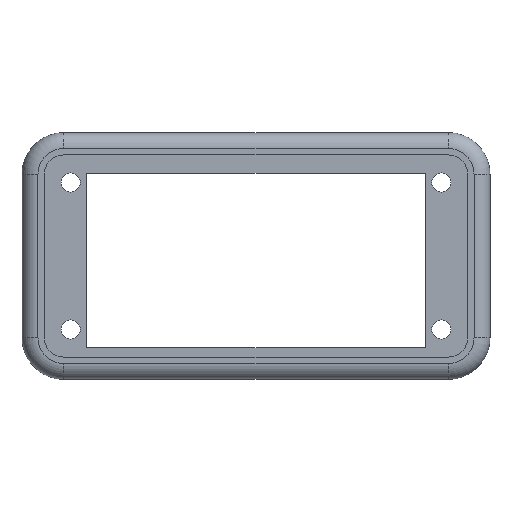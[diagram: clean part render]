
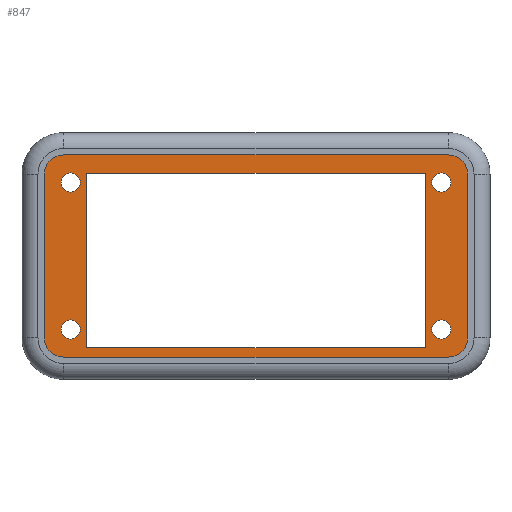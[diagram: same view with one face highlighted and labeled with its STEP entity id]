
A CAD part, front view. The second image highlights one B-rep face of the part: STEP entity #847.
In plain terms, the highlighted planar face has unit normal (0, -1, 0).
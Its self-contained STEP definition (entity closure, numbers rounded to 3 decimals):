
#41=FACE_BOUND('',#192,.T.);
#42=FACE_BOUND('',#193,.T.);
#43=FACE_BOUND('',#194,.T.);
#44=FACE_BOUND('',#195,.T.);
#45=FACE_BOUND('',#196,.T.);
#55=CIRCLE('',#880,1.5);
#57=CIRCLE('',#884,1.5);
#59=CIRCLE('',#888,1.5);
#61=CIRCLE('',#892,1.5);
#86=CIRCLE('',#940,3.);
#87=CIRCLE('',#941,3.);
#88=CIRCLE('',#942,3.);
#89=CIRCLE('',#943,3.);
#135=FACE_OUTER_BOUND('',#191,.T.);
#191=EDGE_LOOP('',(#724,#725,#726,#727,#728,#729,#730,#731));
#192=EDGE_LOOP('',(#732));
#193=EDGE_LOOP('',(#733));
#194=EDGE_LOOP('',(#734));
#195=EDGE_LOOP('',(#735));
#196=EDGE_LOOP('',(#736,#737,#738,#739));
#220=LINE('',#1247,#295);
#223=LINE('',#1252,#298);
#225=LINE('',#1256,#300);
#268=LINE('',#1422,#343);
#269=LINE('',#1426,#344);
#270=LINE('',#1430,#345);
#271=LINE('',#1434,#346);
#272=LINE('',#1438,#347);
#295=VECTOR('',#977,10.);
#298=VECTOR('',#982,10.);
#300=VECTOR('',#986,10.);
#343=VECTOR('',#1171,10.);
#344=VECTOR('',#1174,10.);
#345=VECTOR('',#1177,10.);
#346=VECTOR('',#1180,10.);
#347=VECTOR('',#1183,10.);
#367=VERTEX_POINT('',#1244);
#368=VERTEX_POINT('',#1246);
#369=VERTEX_POINT('',#1250);
#370=VERTEX_POINT('',#1254);
#384=VERTEX_POINT('',#1288);
#386=VERTEX_POINT('',#1296);
#388=VERTEX_POINT('',#1304);
#390=VERTEX_POINT('',#1312);
#423=VERTEX_POINT('',#1424);
#424=VERTEX_POINT('',#1425);
#425=VERTEX_POINT('',#1427);
#426=VERTEX_POINT('',#1429);
#427=VERTEX_POINT('',#1431);
#428=VERTEX_POINT('',#1433);
#429=VERTEX_POINT('',#1435);
#430=VERTEX_POINT('',#1437);
#442=EDGE_CURVE('',#368,#367,#220,.T.);
#445=EDGE_CURVE('',#367,#369,#223,.T.);
#447=EDGE_CURVE('',#369,#370,#225,.T.);
#463=EDGE_CURVE('',#384,#384,#55,.T.);
#467=EDGE_CURVE('',#386,#386,#57,.T.);
#471=EDGE_CURVE('',#388,#388,#59,.T.);
#475=EDGE_CURVE('',#390,#390,#61,.T.);
#530=EDGE_CURVE('',#370,#368,#268,.T.);
#531=EDGE_CURVE('',#423,#424,#269,.T.);
#532=EDGE_CURVE('',#425,#423,#86,.T.);
#533=EDGE_CURVE('',#426,#425,#270,.T.);
#534=EDGE_CURVE('',#427,#426,#87,.T.);
#535=EDGE_CURVE('',#428,#427,#271,.T.);
#536=EDGE_CURVE('',#429,#428,#88,.T.);
#537=EDGE_CURVE('',#430,#429,#272,.T.);
#538=EDGE_CURVE('',#424,#430,#89,.T.);
#724=ORIENTED_EDGE('',*,*,#531,.F.);
#725=ORIENTED_EDGE('',*,*,#532,.F.);
#726=ORIENTED_EDGE('',*,*,#533,.F.);
#727=ORIENTED_EDGE('',*,*,#534,.F.);
#728=ORIENTED_EDGE('',*,*,#535,.F.);
#729=ORIENTED_EDGE('',*,*,#536,.F.);
#730=ORIENTED_EDGE('',*,*,#537,.F.);
#731=ORIENTED_EDGE('',*,*,#538,.F.);
#732=ORIENTED_EDGE('',*,*,#463,.T.);
#733=ORIENTED_EDGE('',*,*,#471,.T.);
#734=ORIENTED_EDGE('',*,*,#467,.T.);
#735=ORIENTED_EDGE('',*,*,#475,.T.);
#736=ORIENTED_EDGE('',*,*,#445,.T.);
#737=ORIENTED_EDGE('',*,*,#447,.T.);
#738=ORIENTED_EDGE('',*,*,#530,.T.);
#739=ORIENTED_EDGE('',*,*,#442,.T.);
#803=PLANE('',#939);
#847=ADVANCED_FACE('',(#135,#41,#42,#43,#44,#45),#803,.F.);
#880=AXIS2_PLACEMENT_3D('',#1289,#1017,#1018);
#884=AXIS2_PLACEMENT_3D('',#1297,#1027,#1028);
#888=AXIS2_PLACEMENT_3D('',#1305,#1037,#1038);
#892=AXIS2_PLACEMENT_3D('',#1313,#1047,#1048);
#939=AXIS2_PLACEMENT_3D('',#1423,#1172,#1173);
#940=AXIS2_PLACEMENT_3D('',#1428,#1175,#1176);
#941=AXIS2_PLACEMENT_3D('',#1432,#1178,#1179);
#942=AXIS2_PLACEMENT_3D('',#1436,#1181,#1182);
#943=AXIS2_PLACEMENT_3D('',#1439,#1184,#1185);
#977=DIRECTION('',(-1.,0.,0.));
#982=DIRECTION('',(0.,0.,1.));
#986=DIRECTION('',(1.,0.,0.));
#1017=DIRECTION('center_axis',(0.,1.,0.));
#1018=DIRECTION('ref_axis',(1.,0.,0.));
#1027=DIRECTION('center_axis',(0.,1.,0.));
#1028=DIRECTION('ref_axis',(1.,0.,0.));
#1037=DIRECTION('center_axis',(0.,1.,0.));
#1038=DIRECTION('ref_axis',(1.,0.,0.));
#1047=DIRECTION('center_axis',(0.,1.,0.));
#1048=DIRECTION('ref_axis',(1.,0.,0.));
#1171=DIRECTION('',(0.,0.,-1.));
#1172=DIRECTION('center_axis',(0.,1.,0.));
#1173=DIRECTION('ref_axis',(-1.,0.,0.));
#1174=DIRECTION('',(-1.,0.,0.));
#1175=DIRECTION('center_axis',(0.,1.,0.));
#1176=DIRECTION('ref_axis',(0.,0.,-1.));
#1177=DIRECTION('',(0.,0.,-1.));
#1178=DIRECTION('center_axis',(0.,1.,0.));
#1179=DIRECTION('ref_axis',(1.,0.,0.));
#1180=DIRECTION('',(1.,0.,0.));
#1181=DIRECTION('center_axis',(0.,1.,0.));
#1182=DIRECTION('ref_axis',(0.,0.,1.));
#1183=DIRECTION('',(0.,0.,1.));
#1184=DIRECTION('center_axis',(0.,1.,0.));
#1185=DIRECTION('ref_axis',(-1.,0.,0.));
#1244=CARTESIAN_POINT('',(-26.5,1.5,-14.387));
#1246=CARTESIAN_POINT('',(26.5,1.5,-14.387));
#1247=CARTESIAN_POINT('',(1.675,1.5,-14.387));
#1250=CARTESIAN_POINT('',(-26.5,1.5,12.943));
#1252=CARTESIAN_POINT('',(-26.5,1.5,6.472));
#1254=CARTESIAN_POINT('',(26.5,1.5,12.943));
#1256=CARTESIAN_POINT('',(28.175,1.5,12.943));
#1288=CARTESIAN_POINT('',(-30.5,1.5,-11.5));
#1289=CARTESIAN_POINT('Origin',(-29.,1.5,-11.5));
#1296=CARTESIAN_POINT('',(-30.5,1.5,11.5));
#1297=CARTESIAN_POINT('Origin',(-29.,1.5,11.5));
#1304=CARTESIAN_POINT('',(27.5,1.5,11.5));
#1305=CARTESIAN_POINT('Origin',(29.,1.5,11.5));
#1312=CARTESIAN_POINT('',(27.5,1.5,-11.5));
#1313=CARTESIAN_POINT('Origin',(29.,1.5,-11.5));
#1422=CARTESIAN_POINT('',(26.5,1.5,-7.193));
#1423=CARTESIAN_POINT('Origin',(29.85,1.5,0.));
#1424=CARTESIAN_POINT('',(30.1,1.5,-15.8));
#1425=CARTESIAN_POINT('',(-30.1,1.5,-15.8));
#1426=CARTESIAN_POINT('',(-15.05,1.5,-15.8));
#1427=CARTESIAN_POINT('',(33.1,1.5,-12.8));
#1428=CARTESIAN_POINT('Origin',(30.1,1.5,-12.8));
#1429=CARTESIAN_POINT('',(33.1,1.5,12.8));
#1430=CARTESIAN_POINT('',(33.1,1.5,-6.4));
#1431=CARTESIAN_POINT('',(30.1,1.5,15.8));
#1432=CARTESIAN_POINT('Origin',(30.1,1.5,12.8));
#1433=CARTESIAN_POINT('',(-30.1,1.5,15.8));
#1434=CARTESIAN_POINT('',(15.05,1.5,15.8));
#1435=CARTESIAN_POINT('',(-33.1,1.5,12.8));
#1436=CARTESIAN_POINT('Origin',(-30.1,1.5,12.8));
#1437=CARTESIAN_POINT('',(-33.1,1.5,-12.8));
#1438=CARTESIAN_POINT('',(-33.1,1.5,6.4));
#1439=CARTESIAN_POINT('Origin',(-30.1,1.5,-12.8));
